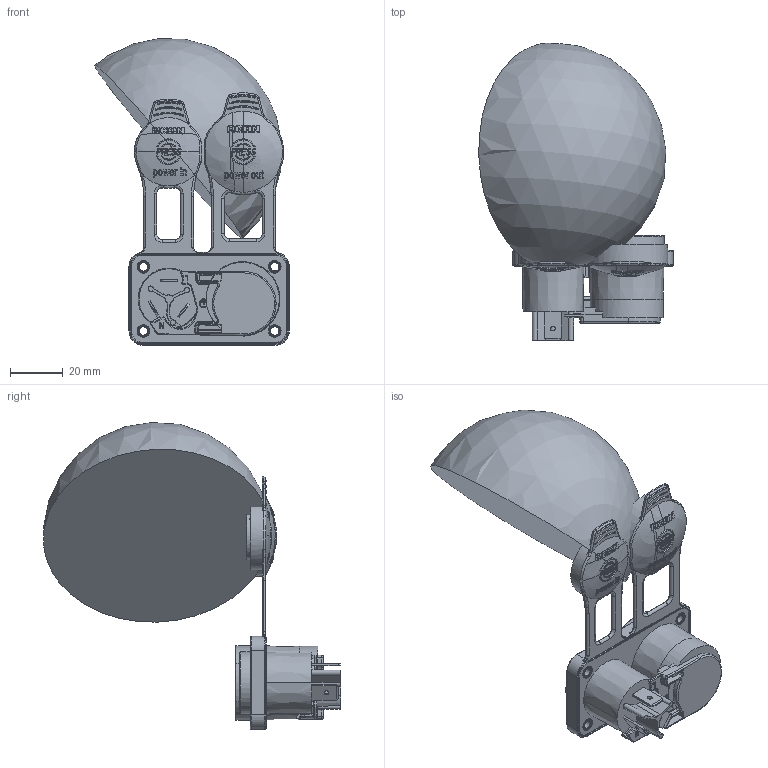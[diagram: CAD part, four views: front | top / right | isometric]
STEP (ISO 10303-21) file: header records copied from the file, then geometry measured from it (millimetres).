
FILE_DESCRIPTION((''),'2;1');
FILE_NAME('ASM0023536_SW0001','2023-09-08T17:36:47',('wenqing.huang'),(''),'CREO PARAMETRIC BY PTC INC, 2021184','CREO PARAMETRIC BY PTC INC, 2021184','');
FILE_SCHEMA(('CONFIG_CONTROL_DESIGN'));
Products named in the file (1): ASM0023536_SW0001
Bounding box: 74 x 113.05 x 116.75 mm (x, y, z)
Volume: 9.5 mm3; surface area: 41535.1 mm2
Topology: 4 solids, 5 shells, 1937 faces, 5410 edges, 3505 vertices
Faces by surface type: plane 938, cylinder 339, cone 162, torus 150, extrusion 146, bspline 114, sphere 88
Entity records: 72558 total; most frequent: CARTESIAN_POINT 23156, ORIENTED_EDGE 10688, DIRECTION 10230, EDGE_CURVE 5344, AXIS2_PLACEMENT_3D 4041, VERTEX_POINT 3503, CIRCLE 2364, VECTOR 2148
